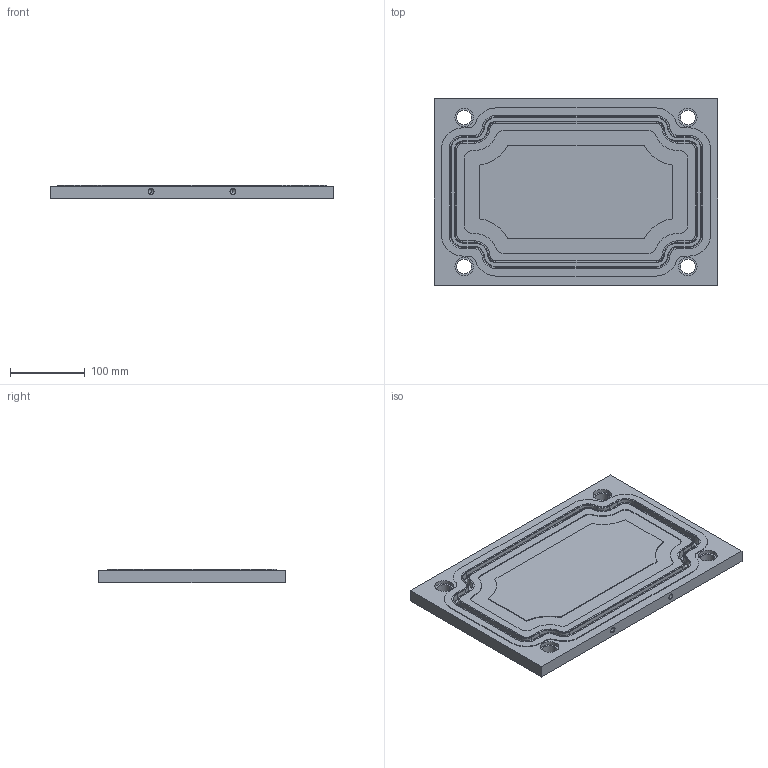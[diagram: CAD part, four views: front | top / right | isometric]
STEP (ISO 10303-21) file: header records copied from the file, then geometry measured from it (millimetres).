
FILE_DESCRIPTION (( 'STEP AP214' ), '1' );
FILE_NAME ('ÍËÑ-ÏÔ-1165-01 Ïëèòà íèæíÿÿ.STEP', '2018-12-26T09:24:17', ( 'Oleg' ), ( '' ), 'SwSTEP 2.0', 'SolidWorks 2012', '' );
FILE_SCHEMA (( 'AUTOMOTIVE_DESIGN' ));
Length unit declared in the file: millimetre
Products named in the file (1): ÍËÑ-ÏÔ-1165-01 Ïëèòà íèæíÿÿ
Bounding box: 380 x 250 x 18 mm (x, y, z)
Volume: 1592013.6 mm3; surface area: 237105.7 mm2
Topology: 1 solids, 1 shells, 225 faces, 580 edges, 364 vertices
Faces by surface type: cylinder 84, plane 53, torus 48, cone 40
Entity records: 7020 total; most frequent: DIRECTION 1336, CARTESIAN_POINT 1162, ORIENTED_EDGE 1144, EDGE_CURVE 572, AXIS2_PLACEMENT_3D 538, VERTEX_POINT 364, CIRCLE 312, LINE 260
